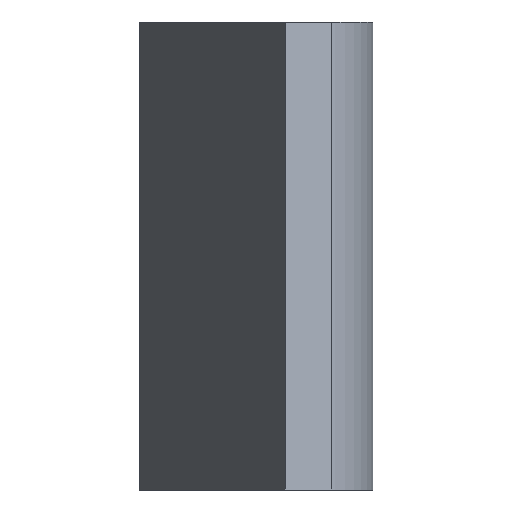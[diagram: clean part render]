
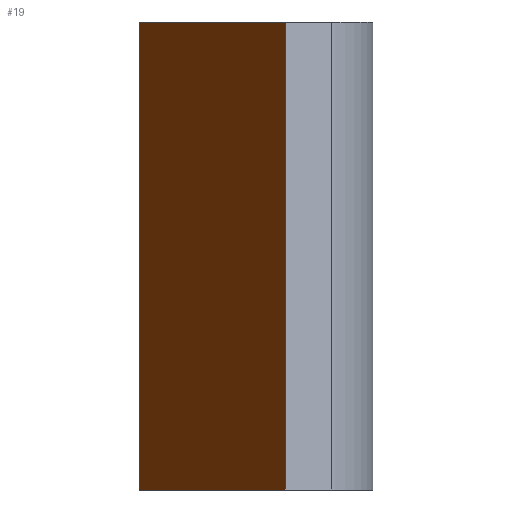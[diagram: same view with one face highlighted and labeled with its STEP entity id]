
A CAD part, left-side view. The second image highlights one B-rep face of the part: STEP entity #19.
In plain terms, the highlighted free-form (B-spline) face has degree [2, 1] with [5, 2] control points.
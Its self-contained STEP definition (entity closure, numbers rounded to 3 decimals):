
#19=ADVANCED_FACE('',(#39),#333,.T.);
#39=FACE_OUTER_BOUND('',#59,.T.);
#59=EDGE_LOOP('',(#94,#95,#96,#97));
#94=ORIENTED_EDGE('',*,*,#198,.T.);
#95=ORIENTED_EDGE('',*,*,#199,.T.);
#96=ORIENTED_EDGE('',*,*,#200,.F.);
#97=ORIENTED_EDGE('',*,*,#196,.F.);
#196=EDGE_CURVE('',#300,#301,#250,.T.);
#198=EDGE_CURVE('',#300,#302,#252,.T.);
#199=EDGE_CURVE('',#302,#303,#253,.T.);
#200=EDGE_CURVE('',#301,#303,#254,.T.);
#250=(
BOUNDED_CURVE()
B_SPLINE_CURVE(1,(#687,#688),.UNSPECIFIED.,.F.,.F.)
B_SPLINE_CURVE_WITH_KNOTS((2,2),(0.,18.),.UNSPECIFIED.)
CURVE()
GEOMETRIC_REPRESENTATION_ITEM()
RATIONAL_B_SPLINE_CURVE((1.,1.))
REPRESENTATION_ITEM('')
);
#252=(
BOUNDED_CURVE()
B_SPLINE_CURVE(2,(#692,#693,#694,#695,#696),.UNSPECIFIED.,.F.,.F.)
B_SPLINE_CURVE_WITH_KNOTS((3,2,3),(-475.266,-465.155,
-462.919),.UNSPECIFIED.)
CURVE()
GEOMETRIC_REPRESENTATION_ITEM()
RATIONAL_B_SPLINE_CURVE((1.,1.,1.,1.,1.))
REPRESENTATION_ITEM('')
);
#253=(
BOUNDED_CURVE()
B_SPLINE_CURVE(1,(#697,#698),.UNSPECIFIED.,.F.,.F.)
B_SPLINE_CURVE_WITH_KNOTS((2,2),(0.,18.),.UNSPECIFIED.)
CURVE()
GEOMETRIC_REPRESENTATION_ITEM()
RATIONAL_B_SPLINE_CURVE((1.,1.))
REPRESENTATION_ITEM('')
);
#254=(
BOUNDED_CURVE()
B_SPLINE_CURVE(2,(#699,#700,#701,#702,#703),.UNSPECIFIED.,.F.,.F.)
B_SPLINE_CURVE_WITH_KNOTS((3,2,3),(-475.266,-465.155,
-462.919),.UNSPECIFIED.)
CURVE()
GEOMETRIC_REPRESENTATION_ITEM()
RATIONAL_B_SPLINE_CURVE((1.,1.,1.,1.,1.))
REPRESENTATION_ITEM('')
);
#300=VERTEX_POINT('',#620);
#301=VERTEX_POINT('',#621);
#302=VERTEX_POINT('',#622);
#303=VERTEX_POINT('',#623);
#333=(
BOUNDED_SURFACE()
B_SPLINE_SURFACE(2,1,((#478,#479),(#480,#481),(#482,#483),(#484,#485),(#486,
#487)),.UNSPECIFIED.,.F.,.F.,.F.)
B_SPLINE_SURFACE_WITH_KNOTS((3,2,3),(2,2),(-475.266,-465.155,
-462.919),(0.,18.),.UNSPECIFIED.)
GEOMETRIC_REPRESENTATION_ITEM()
RATIONAL_B_SPLINE_SURFACE(((1.,1.),(1.,1.),(1.,1.),(1.,1.),(1.,1.)))
REPRESENTATION_ITEM('')
SURFACE()
);
#478=CARTESIAN_POINT('',(-52.456,0.,0.));
#479=CARTESIAN_POINT('',(-52.456,0.,18.));
#480=CARTESIAN_POINT('',(-56.958,-2.3,0.));
#481=CARTESIAN_POINT('',(-56.958,-2.3,18.));
#482=CARTESIAN_POINT('',(-61.459,-4.601,0.));
#483=CARTESIAN_POINT('',(-61.459,-4.601,18.));
#484=CARTESIAN_POINT('',(-62.455,-5.11,0.));
#485=CARTESIAN_POINT('',(-62.455,-5.11,18.));
#486=CARTESIAN_POINT('',(-63.451,-5.618,0.));
#487=CARTESIAN_POINT('',(-63.451,-5.618,18.));
#620=CARTESIAN_POINT('',(-52.456,0.,0.));
#621=CARTESIAN_POINT('',(-52.456,0.,18.));
#622=CARTESIAN_POINT('',(-63.451,-5.618,0.));
#623=CARTESIAN_POINT('',(-63.451,-5.618,18.));
#687=CARTESIAN_POINT('',(-52.456,0.,0.));
#688=CARTESIAN_POINT('',(-52.456,0.,18.));
#692=CARTESIAN_POINT('',(-52.456,0.,0.));
#693=CARTESIAN_POINT('',(-56.958,-2.3,0.));
#694=CARTESIAN_POINT('',(-61.459,-4.601,0.));
#695=CARTESIAN_POINT('',(-62.455,-5.11,0.));
#696=CARTESIAN_POINT('',(-63.451,-5.618,0.));
#697=CARTESIAN_POINT('',(-63.451,-5.618,0.));
#698=CARTESIAN_POINT('',(-63.451,-5.618,18.));
#699=CARTESIAN_POINT('',(-52.456,0.,18.));
#700=CARTESIAN_POINT('',(-56.958,-2.3,18.));
#701=CARTESIAN_POINT('',(-61.459,-4.601,18.));
#702=CARTESIAN_POINT('',(-62.455,-5.11,18.));
#703=CARTESIAN_POINT('',(-63.451,-5.618,18.));
